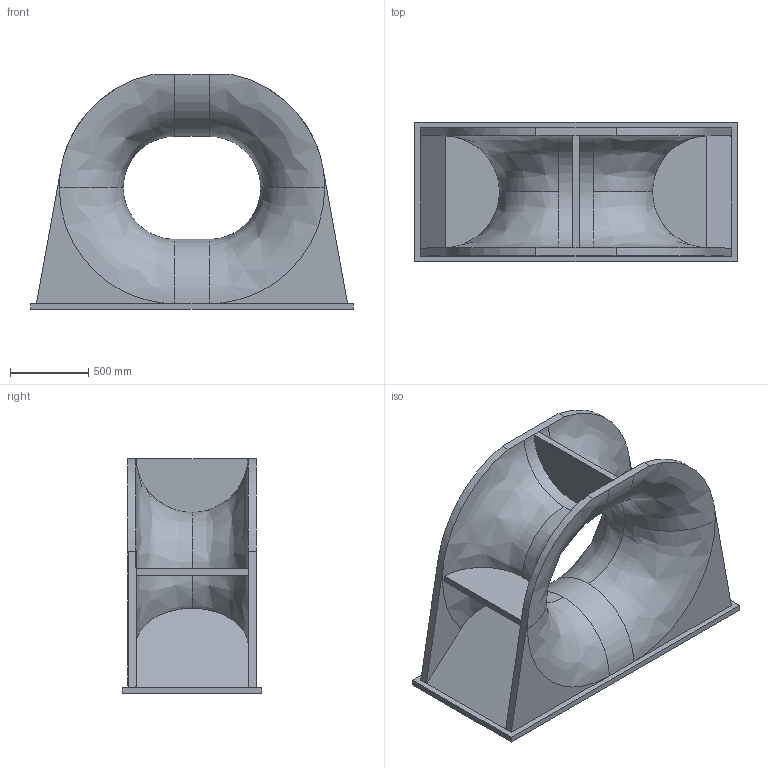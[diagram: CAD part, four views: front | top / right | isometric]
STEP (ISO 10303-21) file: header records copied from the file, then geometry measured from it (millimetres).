
FILE_DESCRIPTION(('FreeCAD Model'),'2;1');
FILE_NAME('Open CASCADE Shape Model','2025-05-05T10:54:36',('FreeCAD'),( 'FreeCAD'),'Open CASCADE STEP processor 7.6','FreeCAD','Unknown');
FILE_SCHEMA(('AUTOMOTIVE_DESIGN { 1 0 10303 214 1 1 1 1 }'));
Length unit declared in the file: millimetre
Products named in the file (1): Open CASCADE STEP translator 7.6 1
Bounding box: 2070.01 x 896.37 x 1504.31 mm (x, y, z)
Volume: 401982245.2 mm3; surface area: 18586350 mm2
Topology: 8 solids, 8 shells, 80 faces, 180 edges, 118 vertices
Faces by surface type: bspline 80
Entity records: 2218 total; most frequent: CARTESIAN_POINT 1153, ORIENTED_EDGE 352, EDGE_CURVE 176, VERTEX_POINT 110, B_SPLINE_CURVE_WITH_KNOTS 104, ADVANCED_FACE 80, FACE_BOUND 80, EDGE_LOOP 80
